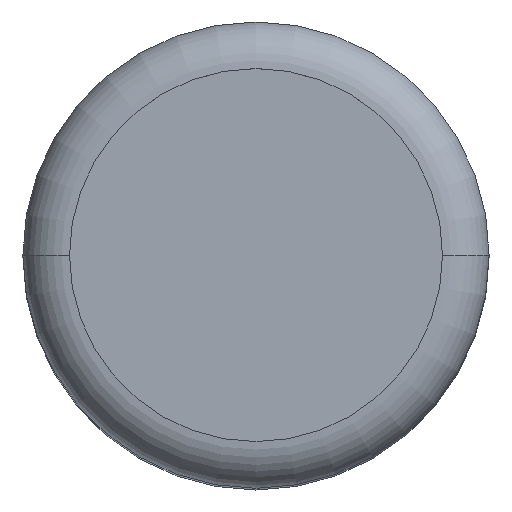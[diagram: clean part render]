
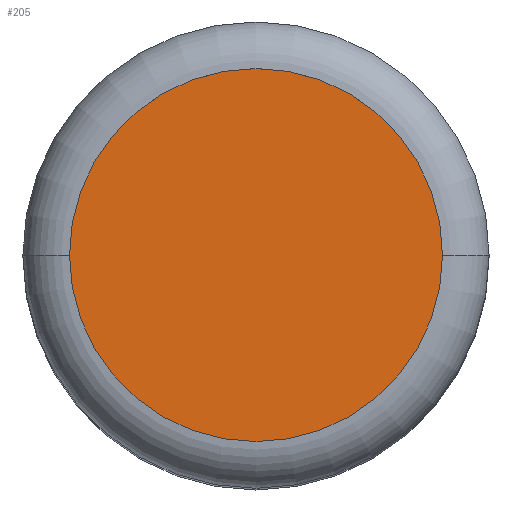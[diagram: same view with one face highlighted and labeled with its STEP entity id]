
A CAD part, top view. The second image highlights one B-rep face of the part: STEP entity #205.
In plain terms, the highlighted planar face has unit normal (0, 0, 1).
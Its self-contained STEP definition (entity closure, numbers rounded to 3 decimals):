
#178 = EDGE_CURVE ( 'NONE', #179, #180, #524, .T. ) ;
#179 = VERTEX_POINT ( 'NONE', #514 ) ;
#180 = VERTEX_POINT ( 'NONE', #513 ) ;
#202 = EDGE_CURVE ( 'NONE', #180, #179, #634, .T. ) ;
#205 = ADVANCED_FACE ( 'NONE', ( #629 ), #628, .T. ) ;
#206 = EDGE_LOOP ( 'NONE', ( #207, #208 ) ) ;
#207 = ORIENTED_EDGE ( 'NONE', *, *, #202, .T. ) ;
#208 = ORIENTED_EDGE ( 'NONE', *, *, #178, .T. ) ;
#513 = CARTESIAN_POINT ( 'NONE',  ( 2., 0., 10.9 ) ) ;
#514 = CARTESIAN_POINT ( 'NONE',  ( -2., 0., 10.9 ) ) ;
#515 = DIRECTION ( 'NONE',  ( 1., 0., 0. ) ) ;
#516 = DIRECTION ( 'NONE',  ( 0., 0., 1. ) ) ;
#517 = CARTESIAN_POINT ( 'NONE',  ( 0., 0., 10.9 ) ) ;
#518 = AXIS2_PLACEMENT_3D ( 'NONE', #517, #516, #515 ) ;
#524 = CIRCLE ( 'NONE', #518, 2. ) ;
#623 = DIRECTION ( 'NONE',  ( 1., 0., 0. ) ) ;
#624 = DIRECTION ( 'NONE',  ( 0., 0., 1. ) ) ;
#625 = AXIS2_PLACEMENT_3D ( 'NONE', #627, #624, #623 ) ;
#627 = CARTESIAN_POINT ( 'NONE',  ( 0., 0., 10.9 ) ) ;
#628 = PLANE ( 'NONE',  #625 ) ;
#629 = FACE_OUTER_BOUND ( 'NONE', #206, .T. ) ;
#630 = DIRECTION ( 'NONE',  ( 1., 0., 0. ) ) ;
#631 = DIRECTION ( 'NONE',  ( 0., 0., 1. ) ) ;
#632 = CARTESIAN_POINT ( 'NONE',  ( 0., 0., 10.9 ) ) ;
#633 = AXIS2_PLACEMENT_3D ( 'NONE', #632, #631, #630 ) ;
#634 = CIRCLE ( 'NONE', #633, 2. ) ;
